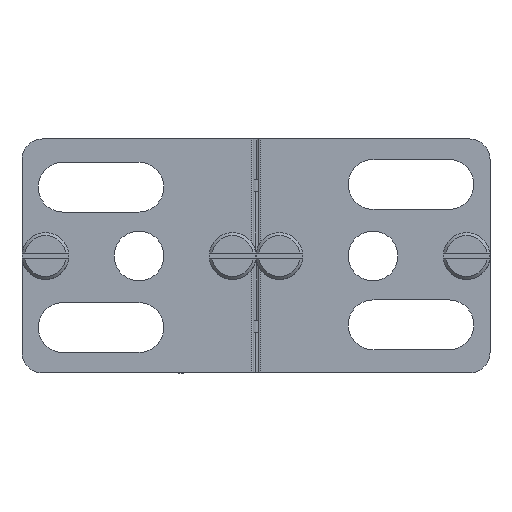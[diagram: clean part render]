
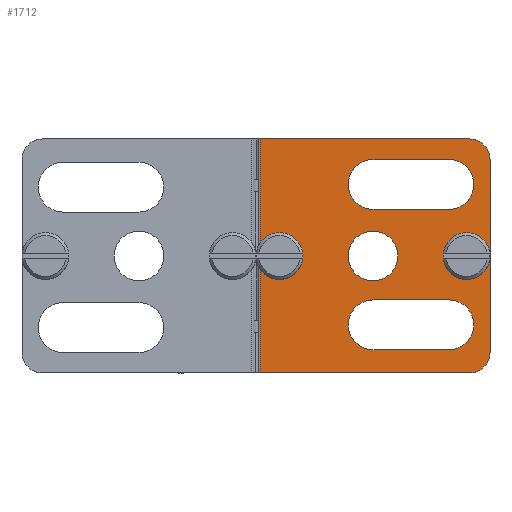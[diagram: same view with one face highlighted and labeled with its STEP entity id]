
A CAD part, front view. The second image highlights one B-rep face of the part: STEP entity #1712.
In plain terms, the highlighted planar face has unit normal (0, -1, 0).
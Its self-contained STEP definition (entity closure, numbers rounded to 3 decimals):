
#187=CARTESIAN_POINT('',(0.7,-14.,40.0));
#188=VERTEX_POINT('',#187);
#206=CARTESIAN_POINT('',(0.7,-14.,0.0));
#207=VERTEX_POINT('',#206);
#215=CARTESIAN_POINT('',(0.7,-14.,0.0));
#216=DIRECTION('',(0.0,0.0,1.0));
#217=VECTOR('',#216,40.0);
#218=LINE('',#215,#217);
#219=EDGE_CURVE('',#207,#188,#218,.T.);
#274=CARTESIAN_POINT('',(36.5,-14.,0.0));
#275=VERTEX_POINT('',#274);
#282=CARTESIAN_POINT('',(0.7,-14.,0.0));
#283=DIRECTION('',(1.0,0.0,0.0));
#284=VECTOR('',#283,35.8);
#285=LINE('',#282,#284);
#286=EDGE_CURVE('',#207,#275,#285,.T.);
#814=CARTESIAN_POINT('',(40.0,-14.,3.5));
#815=VERTEX_POINT('',#814);
#822=CARTESIAN_POINT('',(36.5,-14.,3.5));
#823=DIRECTION('',(0.0,1.0,0.0));
#824=DIRECTION('',(0.707,0.0,-0.707));
#825=AXIS2_PLACEMENT_3D('',#822,#823,#824);
#826=CIRCLE('',#825,3.5);
#827=EDGE_CURVE('',#815,#275,#826,.T.);
#839=CARTESIAN_POINT('',(40.0,-14.,36.5));
#840=VERTEX_POINT('',#839);
#847=CARTESIAN_POINT('',(40.0,-14.,3.5));
#848=DIRECTION('',(0.0,0.0,1.0));
#849=VECTOR('',#848,33.0);
#850=LINE('',#847,#849);
#851=EDGE_CURVE('',#815,#840,#850,.T.);
#863=CARTESIAN_POINT('',(36.5,-14.,40.0));
#864=VERTEX_POINT('',#863);
#871=CARTESIAN_POINT('',(36.5,-14.,36.5));
#872=DIRECTION('',(0.0,1.0,0.0));
#873=DIRECTION('',(0.707,0.0,0.707));
#874=AXIS2_PLACEMENT_3D('',#871,#872,#873);
#875=CIRCLE('',#874,3.5);
#876=EDGE_CURVE('',#864,#840,#875,.T.);
#990=CARTESIAN_POINT('',(36.5,-14.,40.0));
#991=DIRECTION('',(-1.0,0.0,0.0));
#992=VECTOR('',#991,35.8);
#993=LINE('',#990,#992);
#994=EDGE_CURVE('',#864,#188,#993,.T.);
#1128=CARTESIAN_POINT('',(6.067,-14.,20.0));
#1129=VERTEX_POINT('',#1128);
#1130=CARTESIAN_POINT('',(4.,-14.,20.0));
#1131=DIRECTION('',(0.0,1.0,0.0));
#1132=DIRECTION('',(1.0,0.0,0.0));
#1133=AXIS2_PLACEMENT_3D('',#1130,#1131,#1132);
#1134=CIRCLE('',#1133,2.067);
#1135=EDGE_CURVE('',#1129,#1129,#1134,.T.);
#1162=CARTESIAN_POINT('',(38.067,-14.,20.0));
#1163=VERTEX_POINT('',#1162);
#1164=CARTESIAN_POINT('',(36.0,-14.,20.0));
#1165=DIRECTION('',(0.0,1.0,0.0));
#1166=DIRECTION('',(1.0,0.0,0.0));
#1167=AXIS2_PLACEMENT_3D('',#1164,#1165,#1166);
#1168=CIRCLE('',#1167,2.067);
#1169=EDGE_CURVE('',#1163,#1163,#1168,.T.);
#1238=CARTESIAN_POINT('',(24.25,-14.,20.0));
#1239=VERTEX_POINT('',#1238);
#1240=CARTESIAN_POINT('',(20.,-14.,20.0));
#1241=DIRECTION('',(0.0,1.0,0.0));
#1242=DIRECTION('',(-1.0,0.0,0.0));
#1243=AXIS2_PLACEMENT_3D('',#1240,#1241,#1242);
#1244=CIRCLE('',#1243,4.25);
#1245=EDGE_CURVE('',#1239,#1239,#1244,.T.);
#1258=CARTESIAN_POINT('',(33.,-14.,3.982));
#1259=VERTEX_POINT('',#1258);
#1260=CARTESIAN_POINT('',(20.,-14.,3.982));
#1261=VERTEX_POINT('',#1260);
#1262=CARTESIAN_POINT('',(33.,-14.,3.982));
#1263=DIRECTION('',(-1.0,0.0,0.0));
#1264=VECTOR('',#1263,13.);
#1265=LINE('',#1262,#1264);
#1266=EDGE_CURVE('',#1259,#1261,#1265,.T.);
#1289=CARTESIAN_POINT('',(20.,-14.,12.482));
#1290=VERTEX_POINT('',#1289);
#1291=CARTESIAN_POINT('',(20.,-14.,8.232));
#1292=DIRECTION('',(0.0,1.0,0.0));
#1293=DIRECTION('',(0.0,0.0,-1.0));
#1294=AXIS2_PLACEMENT_3D('',#1291,#1292,#1293);
#1295=CIRCLE('',#1294,4.25);
#1296=EDGE_CURVE('',#1261,#1290,#1295,.T.);
#1314=CARTESIAN_POINT('',(33.,-14.,12.482));
#1315=VERTEX_POINT('',#1314);
#1316=CARTESIAN_POINT('',(20.,-14.,12.482));
#1317=DIRECTION('',(1.0,0.0,0.0));
#1318=VECTOR('',#1317,13.);
#1319=LINE('',#1316,#1318);
#1320=EDGE_CURVE('',#1290,#1315,#1319,.T.);
#1338=CARTESIAN_POINT('',(33.,-14.,8.232));
#1339=DIRECTION('',(0.0,1.0,0.0));
#1340=DIRECTION('',(0.0,0.0,1.0));
#1341=AXIS2_PLACEMENT_3D('',#1338,#1339,#1340);
#1342=CIRCLE('',#1341,4.25);
#1343=EDGE_CURVE('',#1315,#1259,#1342,.T.);
#1356=CARTESIAN_POINT('',(33.,-14.,27.982));
#1357=VERTEX_POINT('',#1356);
#1358=CARTESIAN_POINT('',(20.,-14.,27.982));
#1359=VERTEX_POINT('',#1358);
#1360=CARTESIAN_POINT('',(33.,-14.,27.982));
#1361=DIRECTION('',(-1.0,0.0,0.0));
#1362=VECTOR('',#1361,13.);
#1363=LINE('',#1360,#1362);
#1364=EDGE_CURVE('',#1357,#1359,#1363,.T.);
#1387=CARTESIAN_POINT('',(20.,-14.,36.482));
#1388=VERTEX_POINT('',#1387);
#1389=CARTESIAN_POINT('',(20.,-14.,32.232));
#1390=DIRECTION('',(0.0,1.0,0.0));
#1391=DIRECTION('',(0.0,0.0,-1.0));
#1392=AXIS2_PLACEMENT_3D('',#1389,#1390,#1391);
#1393=CIRCLE('',#1392,4.25);
#1394=EDGE_CURVE('',#1359,#1388,#1393,.T.);
#1412=CARTESIAN_POINT('',(33.,-14.,36.482));
#1413=VERTEX_POINT('',#1412);
#1414=CARTESIAN_POINT('',(20.,-14.,36.482));
#1415=DIRECTION('',(1.0,0.0,0.0));
#1416=VECTOR('',#1415,13.);
#1417=LINE('',#1414,#1416);
#1418=EDGE_CURVE('',#1388,#1413,#1417,.T.);
#1436=CARTESIAN_POINT('',(33.,-14.,32.232));
#1437=DIRECTION('',(0.0,1.0,0.0));
#1438=DIRECTION('',(0.0,0.0,1.0));
#1439=AXIS2_PLACEMENT_3D('',#1436,#1437,#1438);
#1440=CIRCLE('',#1439,4.25);
#1441=EDGE_CURVE('',#1413,#1357,#1440,.T.);
#1678=CARTESIAN_POINT('',(40.0,-14.,0.0));
#1679=DIRECTION('',(0.0,-1.0,0.0));
#1680=DIRECTION('',(0.0,0.0,-1.0));
#1681=AXIS2_PLACEMENT_3D('',#1678,#1679,#1680);
#1682=PLANE('',#1681);
#1683=ORIENTED_EDGE('',*,*,#219,.F.);
#1684=ORIENTED_EDGE('',*,*,#286,.T.);
#1685=ORIENTED_EDGE('',*,*,#827,.F.);
#1686=ORIENTED_EDGE('',*,*,#851,.T.);
#1687=ORIENTED_EDGE('',*,*,#876,.F.);
#1688=ORIENTED_EDGE('',*,*,#994,.T.);
#1689=EDGE_LOOP('',(#1683,#1684,#1685,#1686,#1687,#1688));
#1690=FACE_OUTER_BOUND('',#1689,.T.);
#1691=ORIENTED_EDGE('',*,*,#1135,.T.);
#1692=EDGE_LOOP('',(#1691));
#1693=FACE_BOUND('',#1692,.T.);
#1694=ORIENTED_EDGE('',*,*,#1169,.T.);
#1695=EDGE_LOOP('',(#1694));
#1696=FACE_BOUND('',#1695,.T.);
#1697=ORIENTED_EDGE('',*,*,#1245,.T.);
#1698=EDGE_LOOP('',(#1697));
#1699=FACE_BOUND('',#1698,.T.);
#1700=ORIENTED_EDGE('',*,*,#1266,.T.);
#1701=ORIENTED_EDGE('',*,*,#1296,.T.);
#1702=ORIENTED_EDGE('',*,*,#1320,.T.);
#1703=ORIENTED_EDGE('',*,*,#1343,.T.);
#1704=EDGE_LOOP('',(#1700,#1701,#1702,#1703));
#1705=FACE_BOUND('',#1704,.T.);
#1706=ORIENTED_EDGE('',*,*,#1418,.T.);
#1707=ORIENTED_EDGE('',*,*,#1441,.T.);
#1708=ORIENTED_EDGE('',*,*,#1364,.T.);
#1709=ORIENTED_EDGE('',*,*,#1394,.T.);
#1710=EDGE_LOOP('',(#1706,#1707,#1708,#1709));
#1711=FACE_BOUND('',#1710,.T.);
#1712=ADVANCED_FACE('',(#1690,#1693,#1696,#1699,#1705,#1711),#1682,.T.);
